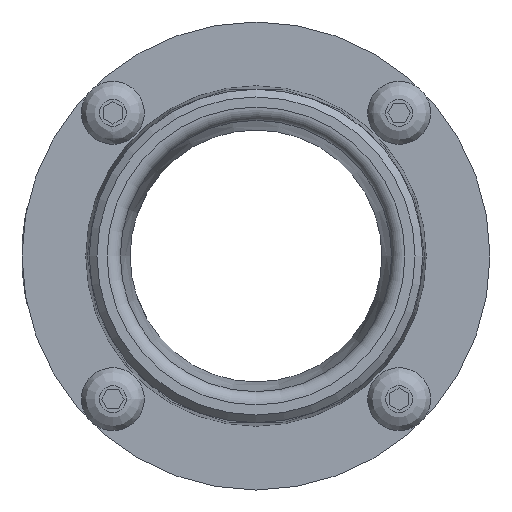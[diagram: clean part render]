
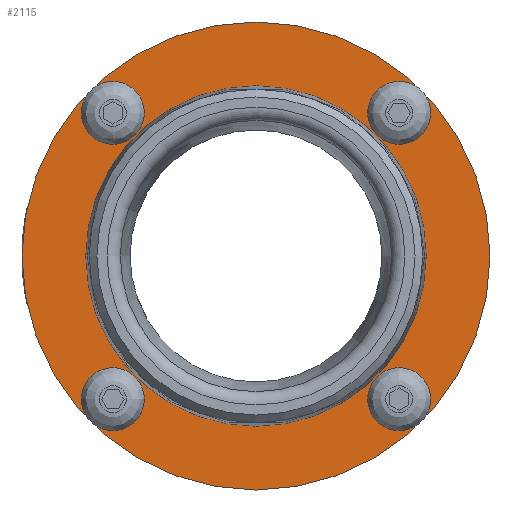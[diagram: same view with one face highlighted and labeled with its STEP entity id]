
A CAD part, left-side view. The second image highlights one B-rep face of the part: STEP entity #2115.
In plain terms, the highlighted planar face has unit normal (-1, 0, 0).
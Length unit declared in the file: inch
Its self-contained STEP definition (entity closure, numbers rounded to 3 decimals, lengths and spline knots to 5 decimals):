
#1736=CARTESIAN_POINT('',(12.48986,6.84793,0.89502));
#1737=VERTEX_POINT('',#1736);
#1738=CARTESIAN_POINT('',(12.48986,6.74858,0.99437));
#1739=DIRECTION('',(1.,0.0,0.0));
#1740=DIRECTION('',(0.0,-0.707,0.707));
#1741=AXIS2_PLACEMENT_3D('',#1738,#1739,#1740);
#1742=CIRCLE('',#1741,0.1405);
#1743=EDGE_CURVE('',#1737,#1737,#1742,.T.);
#1764=CARTESIAN_POINT('',(12.48986,8.63797,0.89502));
#1765=VERTEX_POINT('',#1764);
#1766=CARTESIAN_POINT('',(12.48986,8.73732,0.99437));
#1767=DIRECTION('',(1.,0.0,0.0));
#1768=DIRECTION('',(0.0,0.707,0.707));
#1769=AXIS2_PLACEMENT_3D('',#1766,#1767,#1768);
#1770=CIRCLE('',#1769,0.1405);
#1771=EDGE_CURVE('',#1765,#1765,#1770,.T.);
#1792=CARTESIAN_POINT('',(12.48986,8.63797,-0.89502));
#1793=VERTEX_POINT('',#1792);
#1794=CARTESIAN_POINT('',(12.48986,8.73732,-0.99437));
#1795=DIRECTION('',(1.,0.0,0.0));
#1796=DIRECTION('',(0.0,0.707,-0.707));
#1797=AXIS2_PLACEMENT_3D('',#1794,#1795,#1796);
#1798=CIRCLE('',#1797,0.1405);
#1799=EDGE_CURVE('',#1793,#1793,#1798,.T.);
#1820=CARTESIAN_POINT('',(12.48986,6.84793,-0.89502));
#1821=VERTEX_POINT('',#1820);
#1822=CARTESIAN_POINT('',(12.48986,6.74858,-0.99437));
#1823=DIRECTION('',(1.,0.0,0.0));
#1824=DIRECTION('',(0.0,-0.707,-0.707));
#1825=AXIS2_PLACEMENT_3D('',#1822,#1823,#1824);
#1826=CIRCLE('',#1825,0.1405);
#1827=EDGE_CURVE('',#1821,#1821,#1826,.T.);
#1965=CARTESIAN_POINT('',(12.48986,8.85295,0.0));
#1966=VERTEX_POINT('',#1965);
#1967=CARTESIAN_POINT('',(12.48986,7.74295,0.0));
#1968=DIRECTION('',(1.0,0.0,0.0));
#1969=DIRECTION('',(0.0,1.0,0.0));
#1970=AXIS2_PLACEMENT_3D('',#1967,#1968,#1969);
#1971=CIRCLE('',#1970,1.11);
#1972=EDGE_CURVE('',#1966,#1966,#1971,.T.);
#1996=CARTESIAN_POINT('',(12.48986,9.3682,0.0));
#1997=VERTEX_POINT('',#1996);
#1998=CARTESIAN_POINT('',(12.48986,7.74295,0.0));
#1999=DIRECTION('',(1.0,0.0,0.0));
#2000=DIRECTION('',(0.0,1.0,0.0));
#2001=AXIS2_PLACEMENT_3D('',#1998,#1999,#2000);
#2002=CIRCLE('',#2001,1.62525);
#2003=EDGE_CURVE('',#1997,#1997,#2002,.T.);
#2092=CARTESIAN_POINT('',(12.48986,7.74295,-1.40625));
#2093=DIRECTION('',(1.0,0.0,0.0));
#2094=DIRECTION('',(0.0,1.0,0.0));
#2095=AXIS2_PLACEMENT_3D('',#2092,#2093,#2094);
#2096=PLANE('',#2095);
#2097=ORIENTED_EDGE('',*,*,#2003,.F.);
#2098=EDGE_LOOP('',(#2097));
#2099=FACE_OUTER_BOUND('',#2098,.T.);
#2100=ORIENTED_EDGE('',*,*,#1743,.T.);
#2101=EDGE_LOOP('',(#2100));
#2102=FACE_BOUND('',#2101,.T.);
#2103=ORIENTED_EDGE('',*,*,#1771,.T.);
#2104=EDGE_LOOP('',(#2103));
#2105=FACE_BOUND('',#2104,.T.);
#2106=ORIENTED_EDGE('',*,*,#1799,.T.);
#2107=EDGE_LOOP('',(#2106));
#2108=FACE_BOUND('',#2107,.T.);
#2109=ORIENTED_EDGE('',*,*,#1827,.T.);
#2110=EDGE_LOOP('',(#2109));
#2111=FACE_BOUND('',#2110,.T.);
#2112=ORIENTED_EDGE('',*,*,#1972,.T.);
#2113=EDGE_LOOP('',(#2112));
#2114=FACE_BOUND('',#2113,.T.);
#2115=ADVANCED_FACE('',(#2099,#2102,#2105,#2108,#2111,#2114),#2096,.F.);
